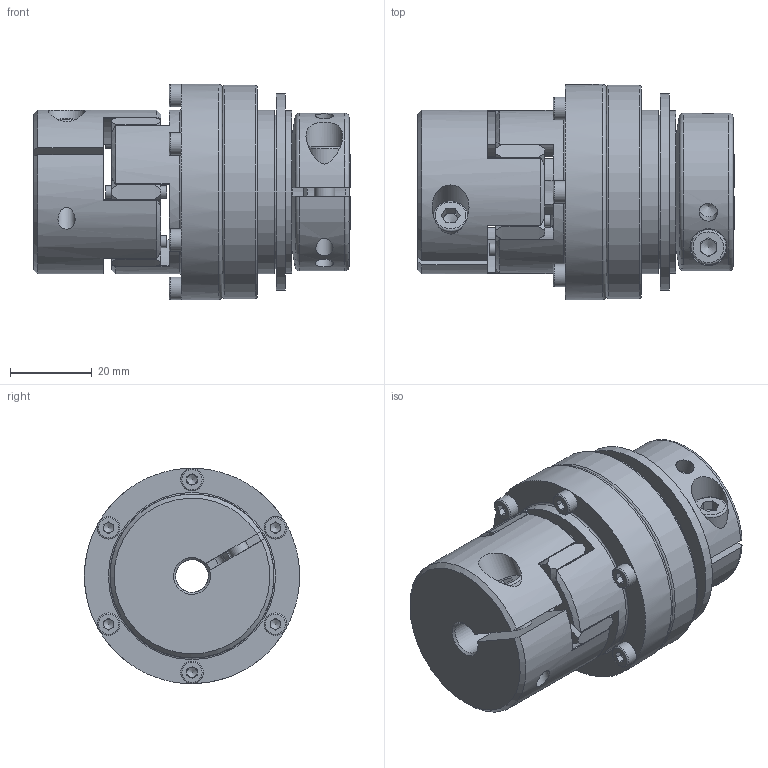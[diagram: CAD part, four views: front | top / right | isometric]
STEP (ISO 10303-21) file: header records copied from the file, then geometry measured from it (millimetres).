
FILE_DESCRIPTION( ( 'Unknown' ), '1' );
FILE_NAME( 'SKB-EK 12.stp', 'Unknown', ( 'Unknown' ), ( 'Unknown' ), 'PSStep 10.1', 'Unknown', ' ' );
FILE_SCHEMA( ( 'AUTOMOTIVE_DESIGN { 1 0 10303 214 1 1 1 1 }' ) );
Length unit declared in the file: millimetre
Products named in the file (1): KT102397
Bounding box: 77.2 x 52.5 x 52.5 mm (x, y, z)
Volume: 92759.1 mm3; surface area: 36797.6 mm2
Topology: 1 solids, 10 shells, 529 faces, 1467 edges, 936 vertices
Faces by surface type: plane 220, cylinder 168, cone 81, torus 50, sphere 10
Full cylindrical faces by diameter (mm): 1.5 x2, 2.5 x6, 3 x12, 3.3 x1, 3.4 x6, 4.2 x2, 4.5 x3, 5 x2, 5.4 x1, 5.5 x7, 8 x1, 8.5 x2, 9 x2, 9.5 x1, 10 x1, 18 x2, 19 x1, 19.9 x1, 20 x2, 24 x1, 25.4 x1, 27.2 x2, 35.1 x2, 37.6 x2, 39.6 x1, 39.9 x1, 40 x1, 42 x3, 48 x1, 52 x1
Entity records: 21496 total; most frequent: CARTESIAN_POINT 4617, DIRECTION 2702, ORIENTED_EDGE 2486, EDGE_CURVE 1243, AXIS2_PLACEMENT_3D 1130, VERTEX_POINT 849, EDGE_LOOP 716, FACE_OUTER_BOUND 615
